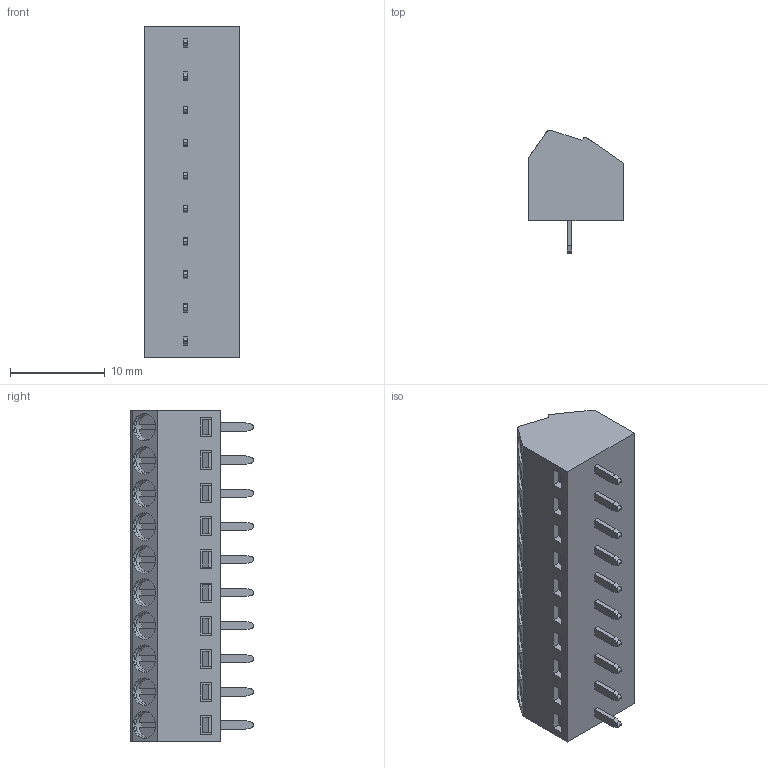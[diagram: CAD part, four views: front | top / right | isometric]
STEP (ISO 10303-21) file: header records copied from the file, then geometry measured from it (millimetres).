
FILE_DESCRIPTION((''),'2;1');
FILE_NAME('PRT0001','2024-12-06T',('sj'),(''),'PRO/ENGINEER BY PARAMETRIC TECHNOLOGY CORPORATION, 2013240','PRO/ENGINEER BY PARAMETRIC TECHNOLOGY CORPORATION, 2013240','');
FILE_SCHEMA(('AUTOMOTIVE_DESIGN_CC2 { 1 2 10303 214 -1 1 5 2 }'));
Length unit declared in the file: millimetre
Products named in the file (1): PRT0001
Bounding box: 10 x 13 x 35 mm (x, y, z)
Volume: 2678.6 mm3; surface area: 1826.1 mm2
Topology: 1 solids, 1 shells, 581 faces, 1427 edges, 918 vertices
Faces by surface type: plane 469, cylinder 92, cone 20
Entity records: 16867 total; most frequent: CARTESIAN_POINT 2968, ORIENTED_EDGE 2854, DIRECTION 2793, EDGE_CURVE 1427, VECTOR 1183, LINE 1183, VERTEX_POINT 918, AXIS2_PLACEMENT_3D 805
